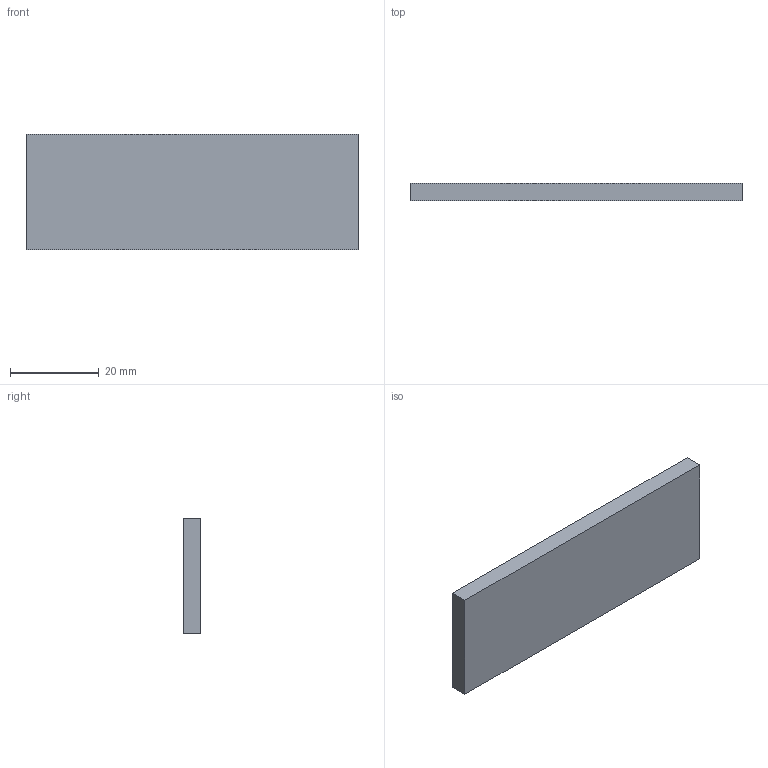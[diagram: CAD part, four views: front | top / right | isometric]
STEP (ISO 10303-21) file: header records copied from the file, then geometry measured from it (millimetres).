
FILE_DESCRIPTION (( 'STEP AP203' ), '1' );
FILE_NAME ('Washing_chamber_v4_step_III_model4_FINAL.STEP', '2024-02-16T14:18:00', ( '' ), ( '' ), 'SwSTEP 2.0', 'SolidWorks 2023', '' );
FILE_SCHEMA (( 'CONFIG_CONTROL_DESIGN' ));
Length unit declared in the file: millimetre
Products named in the file (1): Washing_chamber_v4_step_III_model4_FINAL
Bounding box: 75 x 4 x 26 mm (x, y, z)
Volume: 6622 mm3; surface area: 5192.1 mm2
Topology: 1 solids, 1 shells, 135 faces, 390 edges, 260 vertices
Faces by surface type: plane 51, cylinder 42, bspline 42
Entity records: 4769 total; most frequent: CARTESIAN_POINT 1404, ORIENTED_EDGE 780, DIRECTION 590, EDGE_CURVE 390, VERTEX_POINT 260, LINE 210, VECTOR 210, AXIS2_PLACEMENT_3D 190
